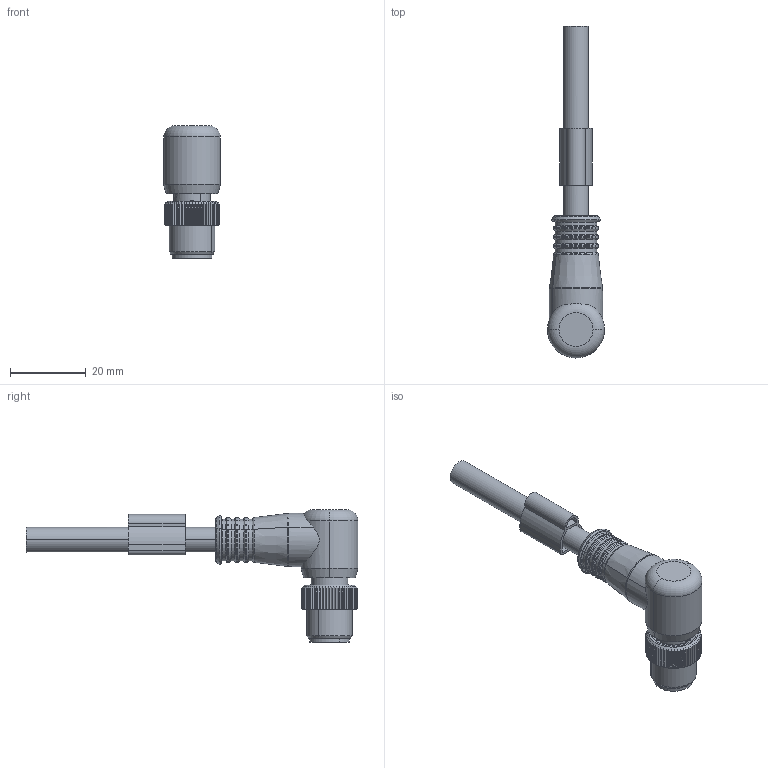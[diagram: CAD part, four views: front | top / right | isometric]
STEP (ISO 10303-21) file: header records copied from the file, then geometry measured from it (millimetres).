
FILE_DESCRIPTION(('CATIA V5 STEP Exchange','CAx-IF Rec.Pracs.--- Model Styling and Organization---1.5--- 2016-08-15','CAx-IF Rec.Pracs.---Supplemental Geometry---1.0---2011-11-01','CAx-IF Rec.Pracs.--- Composite Materials ---1.1---2010-07-15'),'2;1');
FILE_NAME ('1124855-3_0', '2025-06-03T09:06:30+00:00', ('none'), ('Weidmueller'), 'CATIA Version 5-6 Release 2022 SP4 HF5', 'CATIA V5 STEP AP214 v3', 'none');
FILE_SCHEMA(('AUTOMOTIVE_DESIGN { 1 0 10303 214 1 1 1 1 }'));
Length unit declared in the file: millimetre
Products named in the file (1): 2671900000
Bounding box: 15 x 87.5 x 35 mm (x, y, z)
Volume: 9515.2 mm3; surface area: 6830.9 mm2
Topology: 1 solids, 14 shells, 834 faces, 2182 edges, 1370 vertices
Faces by surface type: cylinder 324, plane 251, cone 124, torus 111, sphere 18, bspline 6
Entity records: 24875 total; most frequent: CARTESIAN_POINT 6587, ORIENTED_EDGE 4312, DIRECTION 2678, EDGE_CURVE 2156, AXIS2_PLACEMENT_3D 1377, VERTEX_POINT 1370, CIRCLE 893, EDGE_LOOP 890
